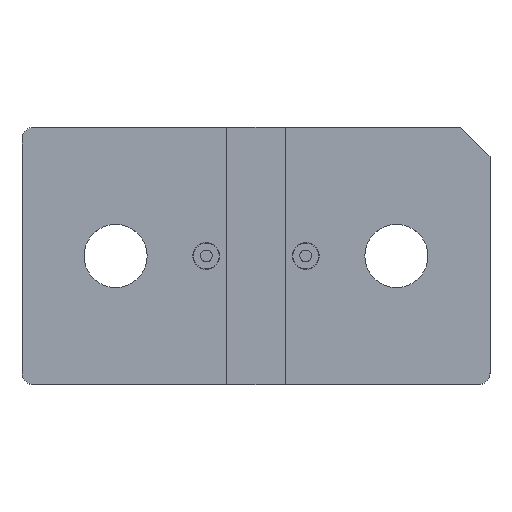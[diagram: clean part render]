
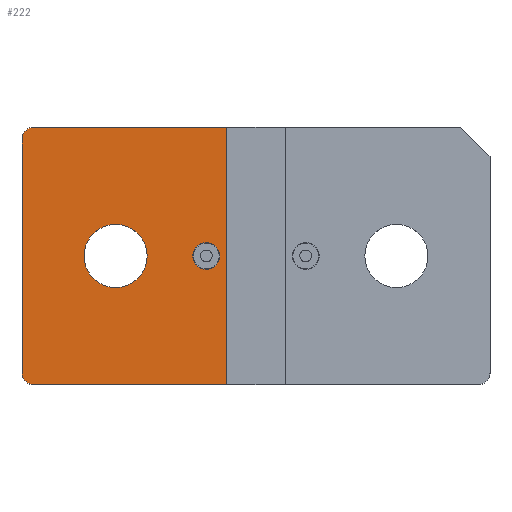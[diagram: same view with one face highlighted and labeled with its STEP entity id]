
A CAD part, top view. The second image highlights one B-rep face of the part: STEP entity #222.
In plain terms, the highlighted planar face has unit normal (0, 0, 1).
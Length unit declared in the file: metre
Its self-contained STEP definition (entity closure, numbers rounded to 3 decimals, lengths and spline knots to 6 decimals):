
#222=ADVANCED_FACE('0:47',(#413,#414,#415),#416,.T.);
#413=FACE_BOUND('',#634,.T.);
#414=FACE_OUTER_BOUND('',#635,.T.);
#415=FACE_BOUND('',#636,.T.);
#416=PLANE('',#637);
#634=EDGE_LOOP('',(#873,#874));
#635=EDGE_LOOP('',(#875,#876,#877,#878,#879,#880));
#636=EDGE_LOOP('',(#881,#882));
#637=AXIS2_PLACEMENT_3D('',#883,#884,#885);
#873=ORIENTED_EDGE('',*,*,#1351,.T.);
#874=ORIENTED_EDGE('',*,*,#1370,.T.);
#875=ORIENTED_EDGE('',*,*,#1371,.F.);
#876=ORIENTED_EDGE('',*,*,#1372,.F.);
#877=ORIENTED_EDGE('',*,*,#1373,.F.);
#878=ORIENTED_EDGE('',*,*,#1363,.T.);
#879=ORIENTED_EDGE('',*,*,#1366,.F.);
#880=ORIENTED_EDGE('',*,*,#1374,.T.);
#881=ORIENTED_EDGE('',*,*,#1356,.T.);
#882=ORIENTED_EDGE('',*,*,#1358,.T.);
#883=CARTESIAN_POINT('',(-0.00425,0.0,0.002));
#884=DIRECTION('',(0.0,0.0,1.0));
#885=DIRECTION('',(1.0,0.0,0.0));
#1351=EDGE_CURVE('0:101',#1552,#1556,#1558,.T.);
#1356=EDGE_CURVE('0:74',#1561,#1565,#1567,.T.);
#1358=EDGE_CURVE('',#1565,#1561,#1569,.T.);
#1363=EDGE_CURVE('0:86',#1577,#1575,#1578,.T.);
#1366=EDGE_CURVE('0:92',#1581,#1575,#1582,.T.);
#1370=EDGE_CURVE('',#1556,#1552,#1587,.T.);
#1371=EDGE_CURVE('0:104',#1588,#1589,#1590,.T.);
#1372=EDGE_CURVE('0:107',#1591,#1588,#1592,.T.);
#1373=EDGE_CURVE('0:110',#1577,#1591,#1593,.T.);
#1374=EDGE_CURVE('0:113',#1581,#1589,#1594,.T.);
#1552=VERTEX_POINT('',#1841);
#1556=VERTEX_POINT('',#1846);
#1558=CIRCLE('',#1849,0.00115);
#1561=VERTEX_POINT('',#1852);
#1565=VERTEX_POINT('',#1857);
#1567=CIRCLE('',#1860,0.0027);
#1569=CIRCLE('',#1862,0.0027);
#1575=VERTEX_POINT('',#1868);
#1577=VERTEX_POINT('',#1871);
#1578=CIRCLE('',#1872,0.001);
#1581=VERTEX_POINT('',#1876);
#1582=LINE('',#1877,#1878);
#1587=CIRCLE('',#1885,0.00115);
#1588=VERTEX_POINT('',#1886);
#1589=VERTEX_POINT('',#1887);
#1590=LINE('',#1888,#1889);
#1591=VERTEX_POINT('',#1890);
#1592=LINE('',#1891,#1892);
#1593=LINE('',#1893,#1894);
#1594=CIRCLE('',#1895,0.001);
#1841=CARTESIAN_POINT('',(-0.0031,0.0,0.002));
#1846=CARTESIAN_POINT('',(-0.0054,0.,0.002));
#1849=AXIS2_PLACEMENT_3D('',#2198,#2199,#2200);
#1852=CARTESIAN_POINT('',(-0.0093,0.0,0.002));
#1857=CARTESIAN_POINT('',(-0.0147,0.,0.002));
#1860=AXIS2_PLACEMENT_3D('',#2206,#2207,#2208);
#1862=AXIS2_PLACEMENT_3D('',#2209,#2210,#2211);
#1868=CARTESIAN_POINT('',(-0.02,0.01,0.002));
#1871=CARTESIAN_POINT('',(-0.019,0.011,0.002));
#1872=AXIS2_PLACEMENT_3D('',#2219,#2220,#2221);
#1876=CARTESIAN_POINT('',(-0.02,-0.01,0.002));
#1877=CARTESIAN_POINT('',(-0.02,0.0,0.002));
#1878=VECTOR('',#2223,1.0);
#1885=AXIS2_PLACEMENT_3D('',#2226,#2227,#2228);
#1886=CARTESIAN_POINT('',(-0.0025,-0.011,0.002));
#1887=CARTESIAN_POINT('',(-0.019,-0.011,0.002));
#1888=CARTESIAN_POINT('',(-0.00425,-0.011,0.002));
#1889=VECTOR('',#2229,1.0);
#1890=CARTESIAN_POINT('',(-0.0025,0.011,0.002));
#1891=CARTESIAN_POINT('',(-0.0025,0.0,0.002));
#1892=VECTOR('',#2230,1.0);
#1893=CARTESIAN_POINT('',(-0.00425,0.011,0.002));
#1894=VECTOR('',#2231,1.0);
#1895=AXIS2_PLACEMENT_3D('',#2232,#2233,#2234);
#2198=CARTESIAN_POINT('',(-0.00425,0.0,0.002));
#2199=DIRECTION('',(0.0,0.0,-1.0));
#2200=DIRECTION('',(1.0,0.0,0.0));
#2206=CARTESIAN_POINT('',(-0.012,0.0,0.002));
#2207=DIRECTION('',(0.0,0.0,-1.0));
#2208=DIRECTION('',(1.0,0.0,0.0));
#2209=CARTESIAN_POINT('',(-0.012,0.0,0.002));
#2210=DIRECTION('',(0.0,0.0,-1.0));
#2211=DIRECTION('',(1.0,0.0,0.0));
#2219=CARTESIAN_POINT('',(-0.019,0.01,0.002));
#2220=DIRECTION('',(0.0,0.0,1.0));
#2221=DIRECTION('',(1.0,0.0,0.0));
#2223=DIRECTION('',(0.0,1.0,0.0));
#2226=CARTESIAN_POINT('',(-0.00425,0.0,0.002));
#2227=DIRECTION('',(0.0,0.0,-1.0));
#2228=DIRECTION('',(1.0,0.0,0.0));
#2229=DIRECTION('',(-1.0,0.0,0.0));
#2230=DIRECTION('',(0.0,-1.0,0.0));
#2231=DIRECTION('',(1.0,0.0,0.0));
#2232=CARTESIAN_POINT('',(-0.019,-0.01,0.002));
#2233=DIRECTION('',(0.0,0.0,1.0));
#2234=DIRECTION('',(1.0,0.0,0.0));
